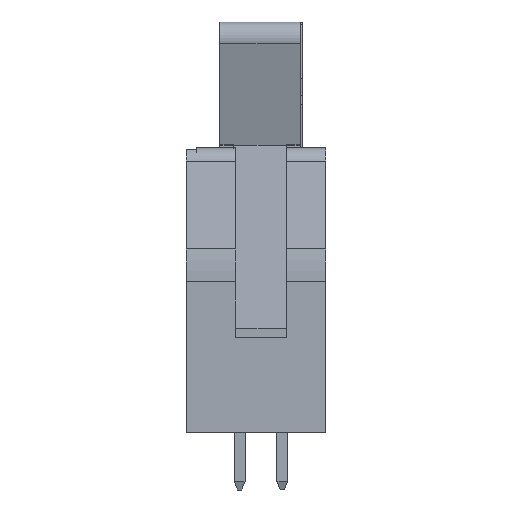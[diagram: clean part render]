
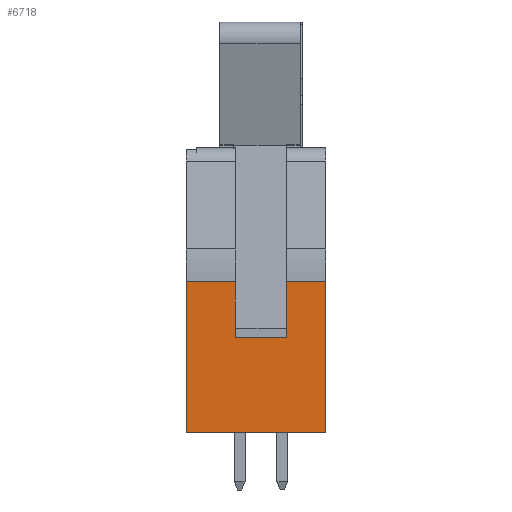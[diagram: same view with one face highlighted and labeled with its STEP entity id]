
A CAD part, left-side view. The second image highlights one B-rep face of the part: STEP entity #6718.
In plain terms, the highlighted planar face has unit normal (-1, 0, 0).
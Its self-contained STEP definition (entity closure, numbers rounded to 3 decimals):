
#876=ORIENTED_EDGE('',*,*,#2692,.T.);
#877=ORIENTED_EDGE('',*,*,#2615,.T.);
#878=ORIENTED_EDGE('',*,*,#2649,.F.);
#879=ORIENTED_EDGE('',*,*,#2566,.F.);
#880=ORIENTED_EDGE('',*,*,#2190,.T.);
#881=ORIENTED_EDGE('',*,*,#2693,.T.);
#882=ORIENTED_EDGE('',*,*,#2694,.F.);
#883=ORIENTED_EDGE('',*,*,#2695,.F.);
#2190=EDGE_CURVE('',#3161,#3160,#3804,.T.);
#2566=EDGE_CURVE('',#3161,#3497,#4152,.T.);
#2615=EDGE_CURVE('',#3531,#3532,#4193,.T.);
#2649=EDGE_CURVE('',#3497,#3532,#4220,.T.);
#2692=EDGE_CURVE('',#3574,#3531,#4260,.T.);
#2693=EDGE_CURVE('',#3160,#3575,#4261,.T.);
#2694=EDGE_CURVE('',#3576,#3575,#4262,.T.);
#2695=EDGE_CURVE('',#3574,#3576,#4263,.T.);
#3160=VERTEX_POINT('',#9156);
#3161=VERTEX_POINT('',#9158);
#3497=VERTEX_POINT('',#9929);
#3531=VERTEX_POINT('',#10022);
#3532=VERTEX_POINT('',#10024);
#3574=VERTEX_POINT('',#10168);
#3575=VERTEX_POINT('',#10170);
#3576=VERTEX_POINT('',#10172);
#3804=LINE('',#9157,#4707);
#4152=LINE('',#9928,#5055);
#4193=LINE('',#10025,#5096);
#4220=LINE('',#10087,#5123);
#4260=LINE('',#10167,#5163);
#4261=LINE('',#10169,#5164);
#4262=LINE('',#10171,#5165);
#4263=LINE('',#10173,#5166);
#4707=VECTOR('',#7416,1000.);
#5055=VECTOR('',#7938,1000.);
#5096=VECTOR('',#8019,1000.);
#5123=VECTOR('',#8078,1000.);
#5163=VECTOR('',#8154,1000.);
#5164=VECTOR('',#8155,1000.);
#5165=VECTOR('',#8156,1000.);
#5166=VECTOR('',#8157,1000.);
#5702=EDGE_LOOP('',(#876,#877,#878,#879,#880,#881,#882,#883));
#6073=FACE_BOUND('',#5702,.T.);
#6418=PLANE('',#7120);
#6718=ADVANCED_FACE('',(#6073),#6418,.T.);
#7120=AXIS2_PLACEMENT_3D('',#10166,#8152,#8153);
#7416=DIRECTION('',(0.,0.,1.));
#7938=DIRECTION('',(0.,1.,0.));
#8019=DIRECTION('',(0.,1.,0.));
#8078=DIRECTION('',(0.,0.,1.));
#8152=DIRECTION('',(-1.,0.,0.));
#8153=DIRECTION('',(0.,0.,1.));
#8154=DIRECTION('',(0.,0.,1.));
#8155=DIRECTION('',(0.,1.,0.));
#8156=DIRECTION('',(0.,0.,1.));
#8157=DIRECTION('',(0.,-1.,0.));
#9156=CARTESIAN_POINT('',(-24.99,-4.15,4.01));
#9157=CARTESIAN_POINT('',(-24.99,-4.15,-5.));
#9158=CARTESIAN_POINT('',(-24.99,-4.15,-5.));
#9928=CARTESIAN_POINT('',(-24.99,-4.15,-5.));
#9929=CARTESIAN_POINT('',(-24.99,4.15,-5.));
#10022=CARTESIAN_POINT('',(-24.99,1.225,4.01));
#10024=CARTESIAN_POINT('',(-24.99,4.15,4.01));
#10025=CARTESIAN_POINT('',(-24.99,-4.15,4.01));
#10087=CARTESIAN_POINT('',(-24.99,4.15,-5.));
#10166=CARTESIAN_POINT('',(-24.99,-4.15,-5.));
#10167=CARTESIAN_POINT('',(-24.99,1.225,0.7));
#10168=CARTESIAN_POINT('',(-24.99,1.225,0.7));
#10169=CARTESIAN_POINT('',(-24.99,-4.15,4.01));
#10170=CARTESIAN_POINT('',(-24.99,-1.825,4.01));
#10171=CARTESIAN_POINT('',(-24.99,-1.825,0.7));
#10172=CARTESIAN_POINT('',(-24.99,-1.825,0.7));
#10173=CARTESIAN_POINT('',(-24.99,1.225,0.7));
